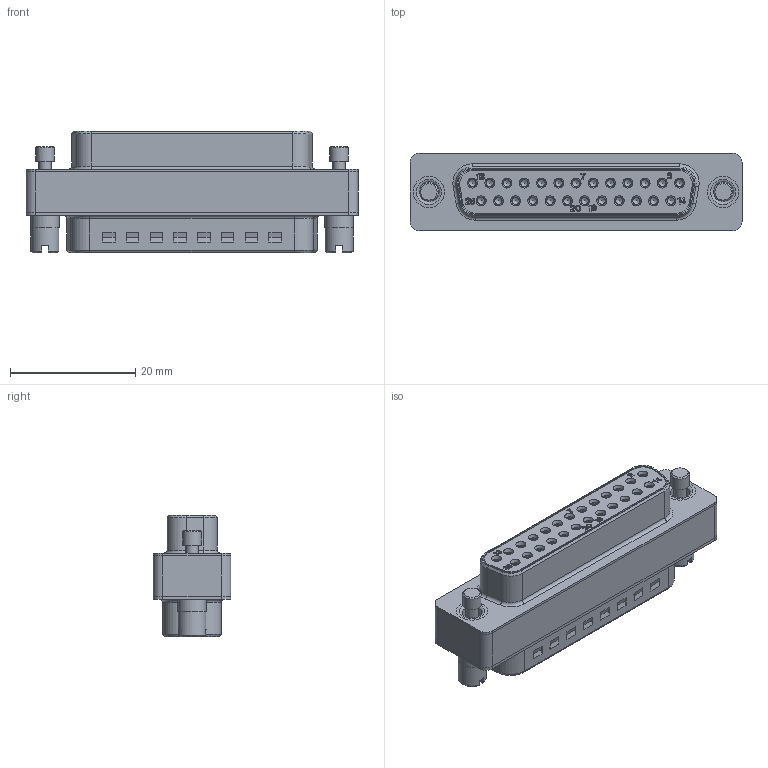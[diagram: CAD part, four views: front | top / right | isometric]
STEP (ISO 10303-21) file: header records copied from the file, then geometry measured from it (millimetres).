
FILE_DESCRIPTION(/* description */ ('Unknown'),/* implementation_level */ '2;1');
FILE_NAME(/* name */ '234017003',/* time_stamp */ '2019-05-07T11:33:42+02:00',/* author */ ('Unknown'),/* organization */ ('Unknown'),/* preprocessor_version */ 'ST-DEVELOPER v16.7',/* originating_system */ 'DEX',/* authorisation */ $);
FILE_SCHEMA (('AUTOMOTIVE_DESIGN {1 0 10303 214 3 1 1}'));
Length unit declared in the file: millimetre
Products named in the file (9): 234017003; N00281_25_BG; N00637_BG; N00654_BG; R+B00741_BG; R+B00122_BG; R+B00125_BG; R+B00497_BG; R+B00871_BG
Assembly tree (34 placements, depth 2):
  234017003
    N00281_25_BG
    N00637_BG
    N00654_BG
    R+B00741_BG  x25
    R+B00122_BG
    R+B00125_BG
    R+B00497_BG  x2
    R+B00871_BG  x2
Bounding box: 53.1 x 12.42 x 19.5 mm (x, y, z)
Volume: 5594.5 mm3; surface area: 13464.5 mm2
Topology: 34 solids, 34 shells, 4824 faces, 11868 edges, 7312 vertices
Faces by surface type: plane 4046, cylinder 407, cone 170, bspline 106, torus 70, sphere 25
Full cylindrical faces by diameter (mm): 1 x25, 1.02 x25, 1.15 x25, 1.28 x25, 1.3 x25, 1.7 x25, 2 x77, 2.18 x25, 2.22 x50, 3 x6, 3.2 x4, 4 x4, 4.06 x4, 4.49 x2, 4.5 x2, 5 x10, 5.1 x2
Entity records: 34558 total; most frequent: CARTESIAN_POINT 10447, DIRECTION 4569, ORIENTED_EDGE 4420, EDGE_CURVE 2210, AXIS2_PLACEMENT_3D 1625, VERTEX_POINT 1557, FACE_BOUND 1529, EDGE_LOOP 1527
